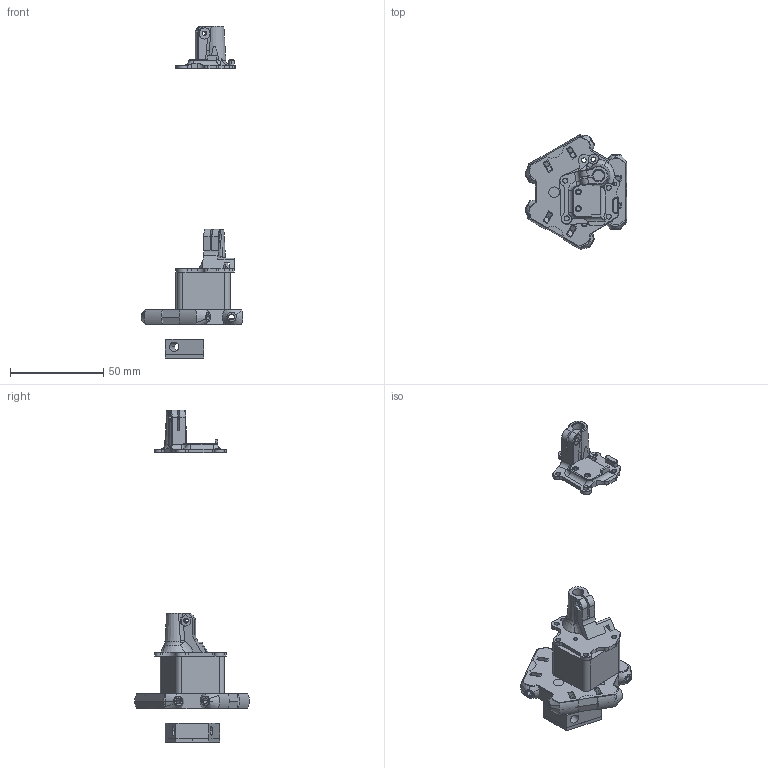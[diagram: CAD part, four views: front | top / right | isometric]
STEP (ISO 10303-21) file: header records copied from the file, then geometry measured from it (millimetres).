
FILE_DESCRIPTION(('CATIA V5 STEP Exchange'),'2;1');
FILE_NAME('watercooling2019.stp','2020-07-15T17:58:20+00:00',('none'),('none'),'CATIA Version 5 Release 18 GA (IN-10)','CATIA V5 STEP AP203','none');
FILE_SCHEMA(('CONFIG_CONTROL_DESIGN'));
Length unit declared in the file: millimetre
Products named in the file (1): Produit1
Assembly tree (7 placements, depth 2):
  Produit1
    #56
    #11199
    #11506
    #17850
    #18489
    #18980
    #23131
Bounding box: 54.62 x 61.46 x 178.05 mm (x, y, z)
Volume: 60270.8 mm3; surface area: 31600.5 mm2
Topology: 7 solids, 7 shells, 810 faces, 2310 edges, 1547 vertices
Faces by surface type: plane 364, cylinder 228, bspline 164, cone 41, torus 8, extrusion 3, sphere 2
Entity records: 28129 total; most frequent: CARTESIAN_POINT 9493, ORIENTED_EDGE 4602, DIRECTION 2577, EDGE_CURVE 2301, VERTEX_POINT 1525, VECTOR 1146, LINE 1143, EDGE_LOOP 966
